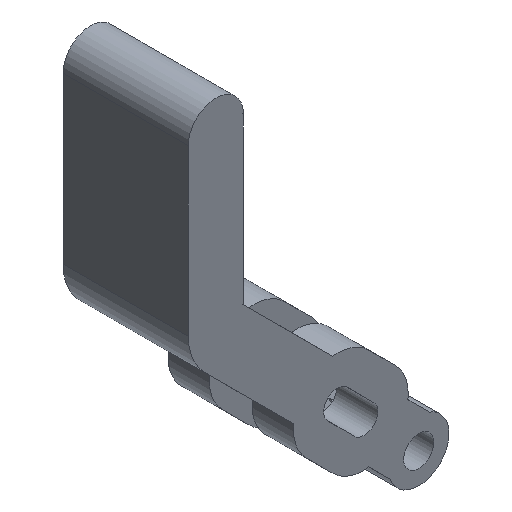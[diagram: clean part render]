
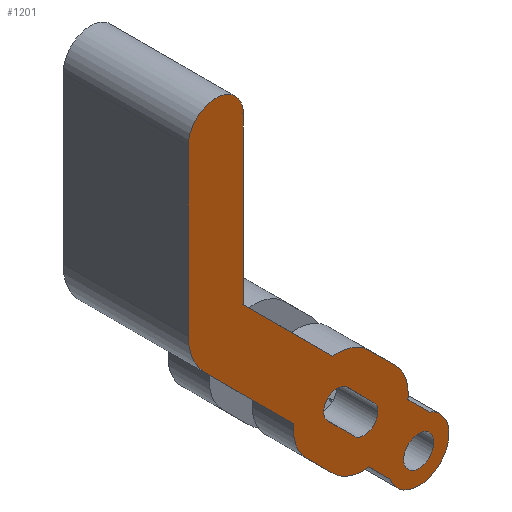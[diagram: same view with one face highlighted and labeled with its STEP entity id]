
A CAD part, isometric view. The second image highlights one B-rep face of the part: STEP entity #1201.
In plain terms, the highlighted planar face has unit normal (0, -1, 0).
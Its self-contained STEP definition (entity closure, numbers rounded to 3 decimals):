
#21 = EDGE_CURVE('',#22,#24,#26,.T.);
#22 = VERTEX_POINT('',#23);
#23 = CARTESIAN_POINT('',(-35.992,5.1,1.484));
#24 = VERTEX_POINT('',#25);
#25 = CARTESIAN_POINT('',(-33.164,5.1,4.312));
#26 = CIRCLE('',#27,2.2);
#27 = AXIS2_PLACEMENT_3D('',#28,#29,#30);
#28 = CARTESIAN_POINT('',(-33.93,5.1,2.25));
#29 = DIRECTION('',(0.,-1.,0.));
#30 = DIRECTION('',(1.,0.,0.));
#63 = EDGE_CURVE('',#22,#64,#66,.T.);
#64 = VERTEX_POINT('',#65);
#65 = CARTESIAN_POINT('',(-37.538,5.1,3.029));
#66 = LINE('',#67,#68);
#67 = CARTESIAN_POINT('',(-35.344,5.1,0.836));
#68 = VECTOR('',#69,1.);
#69 = DIRECTION('',(-0.707,0.,0.707));
#127 = EDGE_CURVE('',#128,#64,#130,.T.);
#128 = VERTEX_POINT('',#129);
#129 = CARTESIAN_POINT('',(-40.153,5.1,3.947));
#130 = CIRCLE('',#131,3.2);
#131 = AXIS2_PLACEMENT_3D('',#132,#133,#134);
#132 = CARTESIAN_POINT('',(-37.89,5.1,6.21));
#133 = DIRECTION('',(0.,-1.,0.));
#134 = DIRECTION('',(1.,0.,0.));
#160 = EDGE_CURVE('',#161,#128,#163,.T.);
#161 = VERTEX_POINT('',#162);
#162 = CARTESIAN_POINT('',(-42.093,5.1,5.887));
#163 = LINE('',#164,#165);
#164 = CARTESIAN_POINT('',(-42.093,5.1,5.887));
#165 = VECTOR('',#166,1.);
#166 = DIRECTION('',(0.707,0.,-0.707)
  );
#191 = EDGE_CURVE('',#192,#161,#194,.T.);
#192 = VERTEX_POINT('',#193);
#193 = CARTESIAN_POINT('',(-43.011,5.1,8.502));
#194 = CIRCLE('',#195,3.2);
#195 = AXIS2_PLACEMENT_3D('',#196,#197,#198);
#196 = CARTESIAN_POINT('',(-39.83,5.1,8.15));
#197 = DIRECTION('',(0.,-1.,0.));
#198 = DIRECTION('',(1.,0.,0.));
#224 = EDGE_CURVE('',#192,#225,#227,.T.);
#225 = VERTEX_POINT('',#226);
#226 = CARTESIAN_POINT('',(-49.486,5.1,14.978));
#227 = LINE('',#228,#229);
#228 = CARTESIAN_POINT('',(-35.344,5.1,0.836));
#229 = VECTOR('',#230,1.);
#230 = DIRECTION('',(-0.707,0.,0.707)
  );
#288 = EDGE_CURVE('',#225,#289,#291,.T.);
#289 = VERTEX_POINT('',#290);
#290 = CARTESIAN_POINT('',(-50.658,5.1,17.806));
#291 = CIRCLE('',#292,4.);
#292 = AXIS2_PLACEMENT_3D('',#293,#294,#295);
#293 = CARTESIAN_POINT('',(-46.658,5.1,17.806));
#294 = DIRECTION('',(0.,1.,0.));
#295 = DIRECTION('',(-1.,0.,0.));
#321 = EDGE_CURVE('',#289,#322,#324,.T.);
#322 = VERTEX_POINT('',#323);
#323 = CARTESIAN_POINT('',(-50.658,5.1,29.806));
#324 = LINE('',#325,#326);
#325 = CARTESIAN_POINT('',(-50.658,5.1,17.806));
#326 = VECTOR('',#327,1.);
#327 = DIRECTION('',(0.,0.,1.));
#352 = EDGE_CURVE('',#322,#353,#355,.T.);
#353 = VERTEX_POINT('',#354);
#354 = CARTESIAN_POINT('',(-46.658,5.1,29.806));
#355 = CIRCLE('',#356,2.);
#356 = AXIS2_PLACEMENT_3D('',#357,#358,#359);
#357 = CARTESIAN_POINT('',(-48.658,5.1,29.806));
#358 = DIRECTION('',(0.,1.,0.));
#359 = DIRECTION('',(-1.,0.,0.));
#385 = EDGE_CURVE('',#386,#353,#388,.T.);
#386 = VERTEX_POINT('',#387);
#387 = CARTESIAN_POINT('',(-46.658,5.1,17.806));
#388 = LINE('',#389,#390);
#389 = CARTESIAN_POINT('',(-46.658,5.1,17.806));
#390 = VECTOR('',#391,1.);
#391 = DIRECTION('',(0.,0.,1.));
#416 = EDGE_CURVE('',#417,#386,#419,.T.);
#417 = VERTEX_POINT('',#418);
#418 = CARTESIAN_POINT('',(-40.182,5.1,11.331));
#419 = LINE('',#420,#421);
#420 = CARTESIAN_POINT('',(-32.516,5.1,3.664));
#421 = VECTOR('',#422,1.);
#422 = DIRECTION('',(-0.707,0.,0.707)
  );
#480 = EDGE_CURVE('',#481,#417,#483,.T.);
#481 = VERTEX_POINT('',#482);
#482 = CARTESIAN_POINT('',(-37.567,5.1,10.413));
#483 = CIRCLE('',#484,3.2);
#484 = AXIS2_PLACEMENT_3D('',#485,#486,#487);
#485 = CARTESIAN_POINT('',(-39.83,5.1,8.15));
#486 = DIRECTION('',(0.,-1.,0.));
#487 = DIRECTION('',(1.,0.,0.));
#513 = EDGE_CURVE('',#481,#514,#516,.T.);
#514 = VERTEX_POINT('',#515);
#515 = CARTESIAN_POINT('',(-35.627,5.1,8.473));
#516 = LINE('',#517,#518);
#517 = CARTESIAN_POINT('',(-37.567,5.1,10.413));
#518 = VECTOR('',#519,1.);
#519 = DIRECTION('',(0.707,0.,-0.707)
  );
#544 = EDGE_CURVE('',#545,#514,#547,.T.);
#545 = VERTEX_POINT('',#546);
#546 = CARTESIAN_POINT('',(-34.709,5.1,5.858));
#547 = CIRCLE('',#548,3.2);
#548 = AXIS2_PLACEMENT_3D('',#549,#550,#551);
#549 = CARTESIAN_POINT('',(-37.89,5.1,6.21));
#550 = DIRECTION('',(0.,-1.,0.));
#551 = DIRECTION('',(1.,0.,0.));
#577 = EDGE_CURVE('',#24,#545,#578,.T.);
#578 = LINE('',#579,#580);
#579 = CARTESIAN_POINT('',(-32.516,5.1,3.664));
#580 = VECTOR('',#581,1.);
#581 = DIRECTION('',(-0.707,0.,0.707)
  );
#700 = VERTEX_POINT('',#701);
#701 = CARTESIAN_POINT('',(-37.183,5.1,6.917));
#707 = EDGE_CURVE('',#700,#708,#710,.T.);
#708 = VERTEX_POINT('',#709);
#709 = CARTESIAN_POINT('',(-38.597,5.1,5.503));
#710 = CIRCLE('',#711,1.);
#711 = AXIS2_PLACEMENT_3D('',#712,#713,#714);
#712 = CARTESIAN_POINT('',(-37.89,5.1,6.21));
#713 = DIRECTION('',(0.,1.,0.));
#714 = DIRECTION('',(-1.,0.,0.));
#732 = EDGE_CURVE('',#700,#733,#735,.T.);
#733 = VERTEX_POINT('',#734);
#734 = CARTESIAN_POINT('',(-39.123,5.1,8.857));
#735 = LINE('',#736,#737);
#736 = CARTESIAN_POINT('',(-40.834,5.1,10.568));
#737 = VECTOR('',#738,1.);
#738 = DIRECTION('',(-0.707,0.,0.707));
#756 = EDGE_CURVE('',#708,#757,#759,.T.);
#757 = VERTEX_POINT('',#758);
#758 = CARTESIAN_POINT('',(-40.537,5.1,7.443));
#759 = LINE('',#760,#761);
#760 = CARTESIAN_POINT('',(-42.248,5.1,9.154));
#761 = VECTOR('',#762,1.);
#762 = DIRECTION('',(-0.707,0.,0.707));
#780 = EDGE_CURVE('',#757,#733,#781,.T.);
#781 = CIRCLE('',#782,1.);
#782 = AXIS2_PLACEMENT_3D('',#783,#784,#785);
#783 = CARTESIAN_POINT('',(-39.83,5.1,8.15));
#784 = DIRECTION('',(0.,1.,0.));
#785 = DIRECTION('',(-1.,0.,0.));
#1201 = ADVANCED_FACE('',(#1202,#1219,#1225),#1236,.T.);
#1202 = FACE_BOUND('',#1203,.T.);
#1203 = EDGE_LOOP('',(#1204,#1205,#1206,#1207,#1208,#1209,#1210,#1211,
    #1212,#1213,#1214,#1215,#1216,#1217,#1218));
#1204 = ORIENTED_EDGE('',*,*,#21,.T.);
#1205 = ORIENTED_EDGE('',*,*,#577,.T.);
#1206 = ORIENTED_EDGE('',*,*,#544,.T.);
#1207 = ORIENTED_EDGE('',*,*,#513,.F.);
#1208 = ORIENTED_EDGE('',*,*,#480,.T.);
#1209 = ORIENTED_EDGE('',*,*,#416,.T.);
#1210 = ORIENTED_EDGE('',*,*,#385,.T.);
#1211 = ORIENTED_EDGE('',*,*,#352,.F.);
#1212 = ORIENTED_EDGE('',*,*,#321,.F.);
#1213 = ORIENTED_EDGE('',*,*,#288,.F.);
#1214 = ORIENTED_EDGE('',*,*,#224,.F.);
#1215 = ORIENTED_EDGE('',*,*,#191,.T.);
#1216 = ORIENTED_EDGE('',*,*,#160,.T.);
#1217 = ORIENTED_EDGE('',*,*,#127,.T.);
#1218 = ORIENTED_EDGE('',*,*,#63,.F.);
#1219 = FACE_BOUND('',#1220,.T.);
#1220 = EDGE_LOOP('',(#1221,#1222,#1223,#1224));
#1221 = ORIENTED_EDGE('',*,*,#707,.T.);
#1222 = ORIENTED_EDGE('',*,*,#756,.T.);
#1223 = ORIENTED_EDGE('',*,*,#780,.T.);
#1224 = ORIENTED_EDGE('',*,*,#732,.F.);
#1225 = FACE_BOUND('',#1226,.T.);
#1226 = EDGE_LOOP('',(#1227));
#1227 = ORIENTED_EDGE('',*,*,#1228,.F.);
#1228 = EDGE_CURVE('',#1229,#1229,#1231,.T.);
#1229 = VERTEX_POINT('',#1230);
#1230 = CARTESIAN_POINT('',(-32.83,5.1,2.25));
#1231 = CIRCLE('',#1232,1.1);
#1232 = AXIS2_PLACEMENT_3D('',#1233,#1234,#1235);
#1233 = CARTESIAN_POINT('',(-33.93,5.1,2.25));
#1234 = DIRECTION('',(0.,-1.,0.));
#1235 = DIRECTION('',(1.,0.,0.));
#1236 = PLANE('',#1237);
#1237 = AXIS2_PLACEMENT_3D('',#1238,#1239,#1240);
#1238 = CARTESIAN_POINT('',(-43.539,5.1,14.836));
#1239 = DIRECTION('',(-0.,-1.,-0.));
#1240 = DIRECTION('',(0.,0.,-1.));
